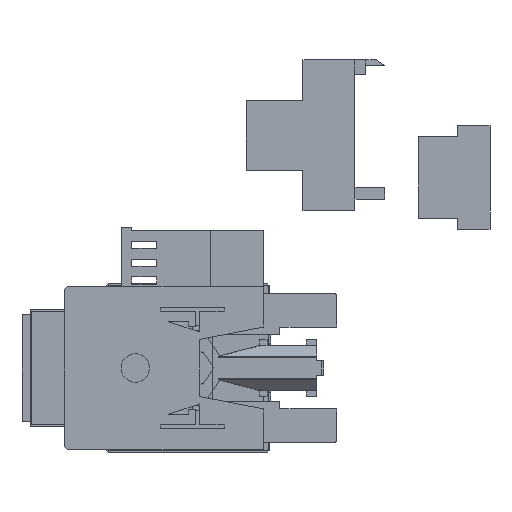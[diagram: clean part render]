
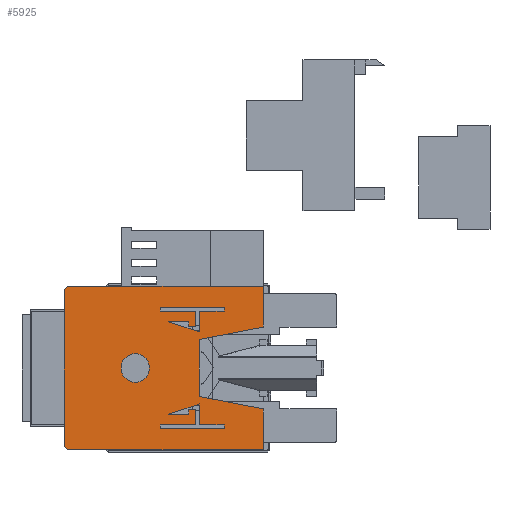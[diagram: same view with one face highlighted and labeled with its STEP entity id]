
A CAD part, front view. The second image highlights one B-rep face of the part: STEP entity #5925.
In plain terms, the highlighted face is planar.
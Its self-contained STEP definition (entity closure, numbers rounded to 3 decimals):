
#5296=DIRECTION('',(0.707,-0.707,0.));
#5297=VECTOR('',#5296,0.707);
#5298=CARTESIAN_POINT('',(-14.,-11.,2.));
#5299=LINE('',#5298,#5297);
#5300=DIRECTION('',(-0.707,-0.707,0.));
#5301=VECTOR('',#5300,0.707);
#5302=CARTESIAN_POINT('',(-13.5,11.5,2.));
#5303=LINE('',#5302,#5301);
#5304=CARTESIAN_POINT('',(-4.,0.,2.));
#5305=DIRECTION('',(0.,0.,-1.));
#5306=DIRECTION('',(-1.,0.,0.));
#5307=AXIS2_PLACEMENT_3D('',#5304,#5305,#5306);
#5309=CARTESIAN_POINT('',(-4.,0.,2.));
#5310=DIRECTION('',(0.,0.,-1.));
#5311=DIRECTION('',(1.,0.,0.));
#5312=AXIS2_PLACEMENT_3D('',#5309,#5310,#5311);
#5314=DIRECTION('',(1.,0.,0.));
#5315=VECTOR('',#5314,9.);
#5316=CARTESIAN_POINT('',(-0.5,8.5,2.));
#5317=LINE('',#5316,#5315);
#5318=DIRECTION('',(-1.,0.,0.));
#5319=VECTOR('',#5318,5.);
#5320=CARTESIAN_POINT('',(4.5,8.,2.));
#5321=LINE('',#5320,#5319);
#5322=DIRECTION('',(0.,1.,0.));
#5323=VECTOR('',#5322,2.2);
#5324=CARTESIAN_POINT('',(4.5,5.8,2.));
#5325=LINE('',#5324,#5323);
#5326=DIRECTION('',(1.,0.,0.));
#5327=VECTOR('',#5326,1.);
#5328=CARTESIAN_POINT('',(3.5,5.8,2.));
#5329=LINE('',#5328,#5327);
#5330=DIRECTION('',(0.,-1.,0.));
#5331=VECTOR('',#5330,0.7);
#5332=CARTESIAN_POINT('',(3.5,6.5,2.));
#5333=LINE('',#5332,#5331);
#5334=DIRECTION('',(1.,0.,0.));
#5335=VECTOR('',#5334,2.838);
#5336=CARTESIAN_POINT('',(0.662,6.5,2.));
#5337=LINE('',#5336,#5335);
#5338=DIRECTION('',(-0.949,0.316,0.));
#5339=VECTOR('',#5338,4.572);
#5340=CARTESIAN_POINT('',(5.,5.054,2.));
#5341=LINE('',#5340,#5339);
#5342=DIRECTION('',(0.,-1.,0.));
#5343=VECTOR('',#5342,2.946);
#5344=CARTESIAN_POINT('',(5.,8.,2.));
#5345=LINE('',#5344,#5343);
#5346=DIRECTION('',(-1.,0.,0.));
#5347=VECTOR('',#5346,3.5);
#5348=CARTESIAN_POINT('',(8.5,8.,2.));
#5349=LINE('',#5348,#5347);
#5350=DIRECTION('',(0.,-1.,0.));
#5351=VECTOR('',#5350,0.5);
#5352=CARTESIAN_POINT('',(8.5,8.5,2.));
#5353=LINE('',#5352,#5351);
#5354=DIRECTION('',(1.,0.,0.));
#5355=VECTOR('',#5354,5.);
#5356=CARTESIAN_POINT('',(-0.5,-8.,2.));
#5357=LINE('',#5356,#5355);
#5358=DIRECTION('',(-1.,0.,0.));
#5359=VECTOR('',#5358,9.);
#5360=CARTESIAN_POINT('',(8.5,-8.5,2.));
#5361=LINE('',#5360,#5359);
#5362=DIRECTION('',(0.,-1.,0.));
#5363=VECTOR('',#5362,0.5);
#5364=CARTESIAN_POINT('',(8.5,-8.,2.));
#5365=LINE('',#5364,#5363);
#5366=DIRECTION('',(1.,0.,0.));
#5367=VECTOR('',#5366,3.5);
#5368=CARTESIAN_POINT('',(5.,-8.,2.));
#5369=LINE('',#5368,#5367);
#5370=DIRECTION('',(0.,-1.,0.));
#5371=VECTOR('',#5370,2.946);
#5372=CARTESIAN_POINT('',(5.,-5.054,2.));
#5373=LINE('',#5372,#5371);
#5374=DIRECTION('',(0.949,0.316,0.));
#5375=VECTOR('',#5374,4.572);
#5376=CARTESIAN_POINT('',(0.662,-6.5,2.));
#5377=LINE('',#5376,#5375);
#5378=DIRECTION('',(-1.,0.,0.));
#5379=VECTOR('',#5378,2.838);
#5380=CARTESIAN_POINT('',(3.5,-6.5,2.));
#5381=LINE('',#5380,#5379);
#5382=DIRECTION('',(0.,-1.,0.));
#5383=VECTOR('',#5382,0.7);
#5384=CARTESIAN_POINT('',(3.5,-5.8,2.));
#5385=LINE('',#5384,#5383);
#5386=DIRECTION('',(-1.,0.,0.));
#5387=VECTOR('',#5386,1.);
#5388=CARTESIAN_POINT('',(4.5,-5.8,2.));
#5389=LINE('',#5388,#5387);
#5390=DIRECTION('',(0.,1.,0.));
#5391=VECTOR('',#5390,2.2);
#5392=CARTESIAN_POINT('',(4.5,-8.,2.));
#5393=LINE('',#5392,#5391);
#5402=DIRECTION('',(0.,1.,0.));
#5403=VECTOR('',#5402,8.);
#5404=CARTESIAN_POINT('',(5.,-4.,2.));
#5405=LINE('',#5404,#5403);
#5488=DIRECTION('',(0.982,0.191,0.));
#5489=VECTOR('',#5488,9.169);
#5490=CARTESIAN_POINT('',(5.,4.,2.));
#5491=LINE('',#5490,#5489);
#5492=DIRECTION('',(0.,-1.,0.));
#5493=VECTOR('',#5492,5.75);
#5494=CARTESIAN_POINT('',(14.,11.5,2.));
#5495=LINE('',#5494,#5493);
#5504=DIRECTION('',(1.,0.,0.));
#5505=VECTOR('',#5504,27.5);
#5506=CARTESIAN_POINT('',(-13.5,11.5,2.));
#5507=LINE('',#5506,#5505);
#5516=DIRECTION('',(0.,1.,0.));
#5517=VECTOR('',#5516,22.);
#5518=CARTESIAN_POINT('',(-14.,-11.,2.));
#5519=LINE('',#5518,#5517);
#5528=DIRECTION('',(-1.,0.,0.));
#5529=VECTOR('',#5528,27.5);
#5530=CARTESIAN_POINT('',(14.,-11.5,2.));
#5531=LINE('',#5530,#5529);
#5536=DIRECTION('',(0.,-1.,0.));
#5537=VECTOR('',#5536,5.75);
#5538=CARTESIAN_POINT('',(14.,-5.75,2.));
#5539=LINE('',#5538,#5537);
#5540=DIRECTION('',(-0.982,0.191,0.));
#5541=VECTOR('',#5540,9.169);
#5542=CARTESIAN_POINT('',(14.,-5.75,2.));
#5543=LINE('',#5542,#5541);
#5548=DIRECTION('',(0.,-1.,0.));
#5549=VECTOR('',#5548,0.5);
#5550=CARTESIAN_POINT('',(-0.5,-8.,2.));
#5551=LINE('',#5550,#5549);
#5688=DIRECTION('',(0.,-1.,0.));
#5689=VECTOR('',#5688,0.5);
#5690=CARTESIAN_POINT('',(-0.5,8.5,2.));
#5691=LINE('',#5690,#5689);
#5712=CARTESIAN_POINT('',(8.5,-8.,2.));
#5713=CARTESIAN_POINT('',(8.5,-8.5,2.));
#5714=VERTEX_POINT('',#5712);
#5715=VERTEX_POINT('',#5713);
#5716=CARTESIAN_POINT('',(5.,-8.,2.));
#5717=VERTEX_POINT('',#5716);
#5720=CARTESIAN_POINT('',(-14.,-11.,2.));
#5721=VERTEX_POINT('',#5720);
#5723=CARTESIAN_POINT('',(-14.,11.,2.));
#5725=VERTEX_POINT('',#5723);
#5730=CARTESIAN_POINT('',(4.5,-5.8,2.));
#5731=CARTESIAN_POINT('',(3.5,-5.8,2.));
#5732=VERTEX_POINT('',#5730);
#5733=VERTEX_POINT('',#5731);
#5736=CARTESIAN_POINT('',(3.5,5.8,2.));
#5737=CARTESIAN_POINT('',(4.5,5.8,2.));
#5738=VERTEX_POINT('',#5736);
#5739=VERTEX_POINT('',#5737);
#5741=CARTESIAN_POINT('',(-0.5,-8.5,2.));
#5743=VERTEX_POINT('',#5741);
#5745=CARTESIAN_POINT('',(-0.5,-8.,2.));
#5747=VERTEX_POINT('',#5745);
#5748=CARTESIAN_POINT('',(14.,-11.5,2.));
#5749=CARTESIAN_POINT('',(-13.5,-11.5,2.));
#5750=VERTEX_POINT('',#5748);
#5751=VERTEX_POINT('',#5749);
#5752=CARTESIAN_POINT('',(4.5,-8.,2.));
#5753=VERTEX_POINT('',#5752);
#5754=CARTESIAN_POINT('',(3.5,6.5,2.));
#5755=VERTEX_POINT('',#5754);
#5756=CARTESIAN_POINT('',(14.,-5.75,2.));
#5757=VERTEX_POINT('',#5756);
#5764=CARTESIAN_POINT('',(4.5,8.,2.));
#5765=VERTEX_POINT('',#5764);
#5766=CARTESIAN_POINT('',(8.5,8.5,2.));
#5767=VERTEX_POINT('',#5766);
#5768=CARTESIAN_POINT('',(-0.5,8.,2.));
#5769=VERTEX_POINT('',#5768);
#5770=CARTESIAN_POINT('',(14.,11.5,2.));
#5771=CARTESIAN_POINT('',(14.,5.75,2.));
#5772=VERTEX_POINT('',#5770);
#5773=VERTEX_POINT('',#5771);
#5776=CARTESIAN_POINT('',(0.662,6.5,2.));
#5777=VERTEX_POINT('',#5776);
#5778=CARTESIAN_POINT('',(5.,5.054,2.));
#5779=VERTEX_POINT('',#5778);
#5781=CARTESIAN_POINT('',(8.5,8.,2.));
#5783=VERTEX_POINT('',#5781);
#5784=CARTESIAN_POINT('',(-2.,0.,2.));
#5786=VERTEX_POINT('',#5784);
#5790=CARTESIAN_POINT('',(-0.5,8.5,2.));
#5791=VERTEX_POINT('',#5790);
#5794=CARTESIAN_POINT('',(-13.5,11.5,2.));
#5795=VERTEX_POINT('',#5794);
#5796=CARTESIAN_POINT('',(5.,8.,2.));
#5797=VERTEX_POINT('',#5796);
#5798=CARTESIAN_POINT('',(0.662,-6.5,2.));
#5799=CARTESIAN_POINT('',(5.,-5.054,2.));
#5800=VERTEX_POINT('',#5798);
#5801=VERTEX_POINT('',#5799);
#5802=CARTESIAN_POINT('',(3.5,-6.5,2.));
#5803=VERTEX_POINT('',#5802);
#5804=CARTESIAN_POINT('',(-6.,0.,2.));
#5805=VERTEX_POINT('',#5804);
#5809=CARTESIAN_POINT('',(5.,4.,2.));
#5811=VERTEX_POINT('',#5809);
#5813=CARTESIAN_POINT('',(5.,-4.,2.));
#5815=VERTEX_POINT('',#5813);
#5844=CARTESIAN_POINT('',(-14.,11.5,2.));
#5845=DIRECTION('',(0.,0.,-1.));
#5846=DIRECTION('',(-1.,0.,0.));
#5847=AXIS2_PLACEMENT_3D('',#5844,#5845,#5846);
#5848=PLANE('',#5847);
#5850=ORIENTED_EDGE('',*,*,#5849,.F.);
#5852=ORIENTED_EDGE('',*,*,#5851,.F.);
#5854=ORIENTED_EDGE('',*,*,#5853,.T.);
#5856=ORIENTED_EDGE('',*,*,#5855,.T.);
#5858=ORIENTED_EDGE('',*,*,#5857,.F.);
#5860=ORIENTED_EDGE('',*,*,#5859,.T.);
#5862=ORIENTED_EDGE('',*,*,#5861,.F.);
#5864=ORIENTED_EDGE('',*,*,#5863,.T.);
#5866=ORIENTED_EDGE('',*,*,#5865,.T.);
#5868=ORIENTED_EDGE('',*,*,#5867,.F.);
#5869=EDGE_LOOP('',(#5850,#5852,#5854,#5856,#5858,#5860,#5862,#5864,#5866,
#5868));
#5870=FACE_OUTER_BOUND('',#5869,.F.);
#5872=ORIENTED_EDGE('',*,*,#5871,.F.);
#5874=ORIENTED_EDGE('',*,*,#5873,.F.);
#5875=EDGE_LOOP('',(#5872,#5874));
#5876=FACE_BOUND('',#5875,.F.);
#5878=ORIENTED_EDGE('',*,*,#5877,.F.);
#5880=ORIENTED_EDGE('',*,*,#5879,.T.);
#5882=ORIENTED_EDGE('',*,*,#5881,.F.);
#5884=ORIENTED_EDGE('',*,*,#5883,.F.);
#5886=ORIENTED_EDGE('',*,*,#5885,.F.);
#5888=ORIENTED_EDGE('',*,*,#5887,.F.);
#5890=ORIENTED_EDGE('',*,*,#5889,.F.);
#5892=ORIENTED_EDGE('',*,*,#5891,.F.);
#5894=ORIENTED_EDGE('',*,*,#5893,.F.);
#5896=ORIENTED_EDGE('',*,*,#5895,.F.);
#5898=ORIENTED_EDGE('',*,*,#5897,.F.);
#5899=EDGE_LOOP('',(#5878,#5880,#5882,#5884,#5886,#5888,#5890,#5892,#5894,#5896,
#5898));
#5900=FACE_BOUND('',#5899,.F.);
#5902=ORIENTED_EDGE('',*,*,#5901,.F.);
#5904=ORIENTED_EDGE('',*,*,#5903,.T.);
#5906=ORIENTED_EDGE('',*,*,#5905,.F.);
#5908=ORIENTED_EDGE('',*,*,#5907,.F.);
#5910=ORIENTED_EDGE('',*,*,#5909,.F.);
#5912=ORIENTED_EDGE('',*,*,#5911,.F.);
#5914=ORIENTED_EDGE('',*,*,#5913,.F.);
#5916=ORIENTED_EDGE('',*,*,#5915,.F.);
#5918=ORIENTED_EDGE('',*,*,#5917,.F.);
#5920=ORIENTED_EDGE('',*,*,#5919,.F.);
#5922=ORIENTED_EDGE('',*,*,#5921,.F.);
#5923=EDGE_LOOP('',(#5902,#5904,#5906,#5908,#5910,#5912,#5914,#5916,#5918,#5920,
#5922));
#5924=FACE_BOUND('',#5923,.F.);
#5925=ADVANCED_FACE('',(#5870,#5876,#5900,#5924),#5848,.F.);
#5308=CIRCLE('',#5307,2.);
#5313=CIRCLE('',#5312,2.);
#5849=EDGE_CURVE('',#5815,#5811,#5405,.T.);
#5851=EDGE_CURVE('',#5757,#5815,#5543,.T.);
#5853=EDGE_CURVE('',#5757,#5750,#5539,.T.);
#5855=EDGE_CURVE('',#5750,#5751,#5531,.T.);
#5857=EDGE_CURVE('',#5721,#5751,#5299,.T.);
#5859=EDGE_CURVE('',#5721,#5725,#5519,.T.);
#5861=EDGE_CURVE('',#5795,#5725,#5303,.T.);
#5863=EDGE_CURVE('',#5795,#5772,#5507,.T.);
#5865=EDGE_CURVE('',#5772,#5773,#5495,.T.);
#5867=EDGE_CURVE('',#5811,#5773,#5491,.T.);
#5871=EDGE_CURVE('',#5805,#5786,#5308,.T.);
#5873=EDGE_CURVE('',#5786,#5805,#5313,.T.);
#5877=EDGE_CURVE('',#5791,#5767,#5317,.T.);
#5879=EDGE_CURVE('',#5791,#5769,#5691,.T.);
#5881=EDGE_CURVE('',#5765,#5769,#5321,.T.);
#5883=EDGE_CURVE('',#5739,#5765,#5325,.T.);
#5885=EDGE_CURVE('',#5738,#5739,#5329,.T.);
#5887=EDGE_CURVE('',#5755,#5738,#5333,.T.);
#5889=EDGE_CURVE('',#5777,#5755,#5337,.T.);
#5891=EDGE_CURVE('',#5779,#5777,#5341,.T.);
#5893=EDGE_CURVE('',#5797,#5779,#5345,.T.);
#5895=EDGE_CURVE('',#5783,#5797,#5349,.T.);
#5897=EDGE_CURVE('',#5767,#5783,#5353,.T.);
#5901=EDGE_CURVE('',#5747,#5753,#5357,.T.);
#5903=EDGE_CURVE('',#5747,#5743,#5551,.T.);
#5905=EDGE_CURVE('',#5715,#5743,#5361,.T.);
#5907=EDGE_CURVE('',#5714,#5715,#5365,.T.);
#5909=EDGE_CURVE('',#5717,#5714,#5369,.T.);
#5911=EDGE_CURVE('',#5801,#5717,#5373,.T.);
#5913=EDGE_CURVE('',#5800,#5801,#5377,.T.);
#5915=EDGE_CURVE('',#5803,#5800,#5381,.T.);
#5917=EDGE_CURVE('',#5733,#5803,#5385,.T.);
#5919=EDGE_CURVE('',#5732,#5733,#5389,.T.);
#5921=EDGE_CURVE('',#5753,#5732,#5393,.T.);
